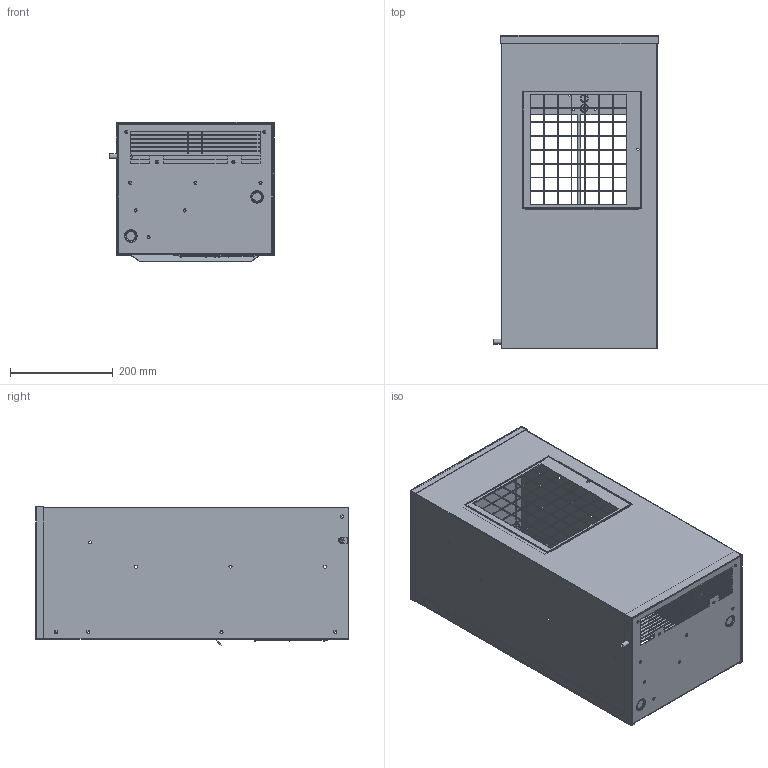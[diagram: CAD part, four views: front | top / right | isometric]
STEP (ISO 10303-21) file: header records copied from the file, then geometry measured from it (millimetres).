
FILE_DESCRIPTION((''),'2;1');
FILE_NAME('STEP-K3NA4C3DP24L.stp', '2013-03-28T10:12:35',('User'),('SDRC'),'I-DEAS Master Series','UNIX','Yes');
FILE_SCHEMA(('CONFIG_CONTROL_DESIGN', 'GEOMETRIC_VALIDATION_PROPERTIES_MIM','SHAPE_APPEARANCE_LAYER_MIM'));
Length unit declared in the file: inch
Bounding box: 320.68 x 609.22 x 271.54 mm (x, y, z)
Volume: 927044.6 mm3; surface area: 1704321.5 mm2
Topology: 34 solids, 35 shells, 1012 faces, 2633 edges, 1711 vertices
Faces by surface type: bspline 1012
Entity records: 36222 total; most frequent: CARTESIAN_POINT 16870, ORIENTED_EDGE 5306, EDGE_CURVE 2671, OVER_RIDING_STYLED_ITEM 2572, QUASI_UNIFORM_CURVE 1921, VERTEX_POINT 1750, EDGE_LOOP 1481, FACE_OUTER_BOUND 1012
